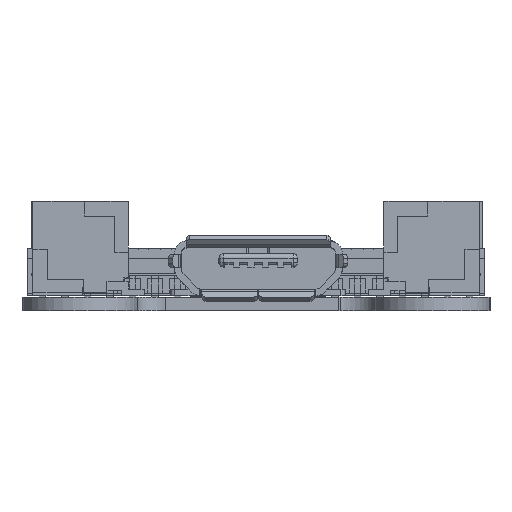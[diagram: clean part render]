
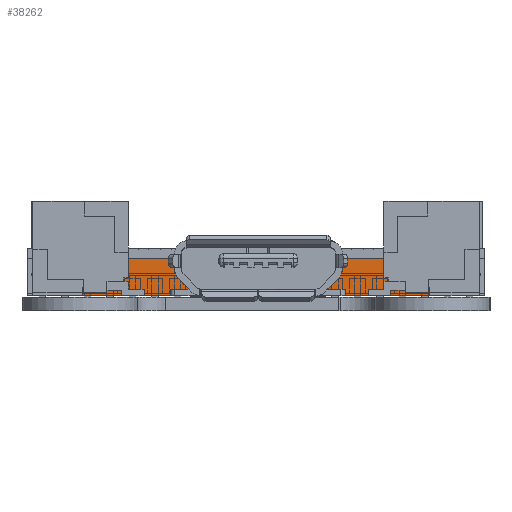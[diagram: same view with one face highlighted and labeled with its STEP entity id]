
A CAD part, left-side view. The second image highlights one B-rep face of the part: STEP entity #38262.
In plain terms, the highlighted free-form (B-spline) face has degree [1, 1] with [2, 2] control points.
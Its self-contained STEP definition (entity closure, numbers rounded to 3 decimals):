
#18845 = B_SPLINE_SURFACE_WITH_KNOTS('',1,1,(
    (#18846,#18847)
    ,(#18848,#18849
    )),.UNSPECIFIED.,.F.,.F.,.F.,(2,2),(2,2),(-2.54,0.),(-2.121,0.),
  .PIECEWISE_BEZIER_KNOTS.);
#18846 = CARTESIAN_POINT('',(-9.159,0.,1.27));
#18847 = CARTESIAN_POINT('',(-9.159,2.121,1.27));
#18848 = CARTESIAN_POINT('',(-9.159,0.,-1.27));
#18849 = CARTESIAN_POINT('',(-9.159,2.121,-1.27));
#18895 = B_SPLINE_SURFACE_WITH_KNOTS('',1,1,(
    (#18896,#18897)
    ,(#18898,#18899
    )),.UNSPECIFIED.,.F.,.F.,.F.,(2,2),(2,2),(-2.54,0.),(-2.121,0.),
  .PIECEWISE_BEZIER_KNOTS.);
#18896 = CARTESIAN_POINT('',(9.159,0.,-1.27));
#18897 = CARTESIAN_POINT('',(9.159,2.121,-1.27));
#18898 = CARTESIAN_POINT('',(9.159,0.,1.27));
#18899 = CARTESIAN_POINT('',(9.159,2.121,1.27));
#20781 = VERTEX_POINT('',#20782);
#20782 = CARTESIAN_POINT('',(-9.159,0.,-1.27));
#20794 = B_SPLINE_SURFACE_WITH_KNOTS('',1,1,(
    (#20795,#20796)
    ,(#20797,#20798
    )),.UNSPECIFIED.,.F.,.F.,.F.,(2,2),(2,2),(-1.27,-1.085),(0.,
    18.317),.PIECEWISE_BEZIER_KNOTS.);
#20795 = CARTESIAN_POINT('',(-9.159,0.,-1.27));
#20796 = CARTESIAN_POINT('',(9.159,0.,-1.27));
#20797 = CARTESIAN_POINT('',(-9.159,0.,-1.085));
#20798 = CARTESIAN_POINT('',(9.159,0.,-1.085));
#20805 = EDGE_CURVE('',#20806,#20781,#20808,.T.);
#20806 = VERTEX_POINT('',#20807);
#20807 = CARTESIAN_POINT('',(-9.159,1.664,-1.27));
#20808 = SURFACE_CURVE('',#20809,(#20812,#20818),.PCURVE_S1.);
#20809 = B_SPLINE_CURVE_WITH_KNOTS('',1,(#20810,#20811),.UNSPECIFIED.,
  .F.,.F.,(2,2),(0.457,2.121),.PIECEWISE_BEZIER_KNOTS.);
#20810 = CARTESIAN_POINT('',(-9.159,1.664,-1.27));
#20811 = CARTESIAN_POINT('',(-9.159,0.,-1.27));
#20812 = PCURVE('',#18845,#20813);
#20813 = DEFINITIONAL_REPRESENTATION('',(#20814),#20817);
#20814 = B_SPLINE_CURVE_WITH_KNOTS('',1,(#20815,#20816),.UNSPECIFIED.,
  .F.,.F.,(2,2),(0.457,2.121),.PIECEWISE_BEZIER_KNOTS.);
#20815 = CARTESIAN_POINT('',(0.,-0.457));
#20816 = CARTESIAN_POINT('',(0.,-2.121));
#20817 = ( GEOMETRIC_REPRESENTATION_CONTEXT(2) 
PARAMETRIC_REPRESENTATION_CONTEXT() REPRESENTATION_CONTEXT('2D SPACE',''
  ) );
#20818 = PCURVE('',#20819,#20824);
#20819 = B_SPLINE_SURFACE_WITH_KNOTS('',1,1,(
    (#20820,#20821)
    ,(#20822,#20823
    )),.UNSPECIFIED.,.F.,.F.,.F.,(2,2),(2,2),(-18.317,0.),(-2.121,
    -0.457),.PIECEWISE_BEZIER_KNOTS.);
#20820 = CARTESIAN_POINT('',(-9.159,0.,-1.27));
#20821 = CARTESIAN_POINT('',(-9.159,1.664,-1.27));
#20822 = CARTESIAN_POINT('',(9.159,0.,-1.27));
#20823 = CARTESIAN_POINT('',(9.159,1.664,-1.27));
#20824 = DEFINITIONAL_REPRESENTATION('',(#20825),#20828);
#20825 = B_SPLINE_CURVE_WITH_KNOTS('',1,(#20826,#20827),.UNSPECIFIED.,
  .F.,.F.,(2,2),(0.457,2.121),.PIECEWISE_BEZIER_KNOTS.);
#20826 = CARTESIAN_POINT('',(-18.317,-0.457));
#20827 = CARTESIAN_POINT('',(-18.317,-2.121));
#20828 = ( GEOMETRIC_REPRESENTATION_CONTEXT(2) 
PARAMETRIC_REPRESENTATION_CONTEXT() REPRESENTATION_CONTEXT('2D SPACE',''
  ) );
#20844 = B_SPLINE_SURFACE_WITH_KNOTS('',1,1,(
    (#20845,#20846)
    ,(#20847,#20848
  )),.UNSPECIFIED.,.F.,.F.,.F.,(2,2),(2,2),(-0.203,0.),(-18.317,0.),
  .PIECEWISE_BEZIER_KNOTS.);
#20845 = CARTESIAN_POINT('',(-9.159,1.664,-1.27));
#20846 = CARTESIAN_POINT('',(9.159,1.664,-1.27));
#20847 = CARTESIAN_POINT('',(-9.159,1.664,-1.067));
#20848 = CARTESIAN_POINT('',(9.159,1.664,-1.067));
#38140 = VERTEX_POINT('',#38141);
#38141 = CARTESIAN_POINT('',(9.159,1.664,-1.27));
#38159 = EDGE_CURVE('',#38140,#38160,#38162,.T.);
#38160 = VERTEX_POINT('',#38161);
#38161 = CARTESIAN_POINT('',(9.159,0.,-1.27));
#38162 = SURFACE_CURVE('',#38163,(#38166,#38172),.PCURVE_S1.);
#38163 = B_SPLINE_CURVE_WITH_KNOTS('',1,(#38164,#38165),.UNSPECIFIED.,
  .F.,.F.,(2,2),(0.457,2.121),.PIECEWISE_BEZIER_KNOTS.);
#38164 = CARTESIAN_POINT('',(9.159,1.664,-1.27));
#38165 = CARTESIAN_POINT('',(9.159,0.,-1.27));
#38166 = PCURVE('',#18895,#38167);
#38167 = DEFINITIONAL_REPRESENTATION('',(#38168),#38171);
#38168 = B_SPLINE_CURVE_WITH_KNOTS('',1,(#38169,#38170),.UNSPECIFIED.,
  .F.,.F.,(2,2),(0.457,2.121),.PIECEWISE_BEZIER_KNOTS.);
#38169 = CARTESIAN_POINT('',(-2.54,-0.457));
#38170 = CARTESIAN_POINT('',(-2.54,-2.121));
#38171 = ( GEOMETRIC_REPRESENTATION_CONTEXT(2) 
PARAMETRIC_REPRESENTATION_CONTEXT() REPRESENTATION_CONTEXT('2D SPACE',''
  ) );
#38172 = PCURVE('',#20819,#38173);
#38173 = DEFINITIONAL_REPRESENTATION('',(#38174),#38177);
#38174 = B_SPLINE_CURVE_WITH_KNOTS('',1,(#38175,#38176),.UNSPECIFIED.,
  .F.,.F.,(2,2),(0.457,2.121),.PIECEWISE_BEZIER_KNOTS.);
#38175 = CARTESIAN_POINT('',(0.,-0.457));
#38176 = CARTESIAN_POINT('',(0.,-2.121));
#38177 = ( GEOMETRIC_REPRESENTATION_CONTEXT(2) 
PARAMETRIC_REPRESENTATION_CONTEXT() REPRESENTATION_CONTEXT('2D SPACE',''
  ) );
#38262 = ADVANCED_FACE('',(#38263),#20819,.F.);
#38263 = FACE_BOUND('',#38264,.T.);
#38264 = EDGE_LOOP('',(#38265,#38283,#38284,#38302));
#38265 = ORIENTED_EDGE('',*,*,#38266,.F.);
#38266 = EDGE_CURVE('',#38140,#20806,#38267,.T.);
#38267 = SURFACE_CURVE('',#38268,(#38271,#38277),.PCURVE_S1.);
#38268 = B_SPLINE_CURVE_WITH_KNOTS('',1,(#38269,#38270),.UNSPECIFIED.,
  .F.,.F.,(2,2),(0.,18.317),.PIECEWISE_BEZIER_KNOTS.);
#38269 = CARTESIAN_POINT('',(9.159,1.664,-1.27));
#38270 = CARTESIAN_POINT('',(-9.159,1.664,-1.27));
#38271 = PCURVE('',#20819,#38272);
#38272 = DEFINITIONAL_REPRESENTATION('',(#38273),#38276);
#38273 = B_SPLINE_CURVE_WITH_KNOTS('',1,(#38274,#38275),.UNSPECIFIED.,
  .F.,.F.,(2,2),(0.,18.317),.PIECEWISE_BEZIER_KNOTS.);
#38274 = CARTESIAN_POINT('',(0.,-0.457));
#38275 = CARTESIAN_POINT('',(-18.317,-0.457));
#38276 = ( GEOMETRIC_REPRESENTATION_CONTEXT(2) 
PARAMETRIC_REPRESENTATION_CONTEXT() REPRESENTATION_CONTEXT('2D SPACE',''
  ) );
#38277 = PCURVE('',#20844,#38278);
#38278 = DEFINITIONAL_REPRESENTATION('',(#38279),#38282);
#38279 = B_SPLINE_CURVE_WITH_KNOTS('',1,(#38280,#38281),.UNSPECIFIED.,
  .F.,.F.,(2,2),(0.,18.317),.PIECEWISE_BEZIER_KNOTS.);
#38280 = CARTESIAN_POINT('',(-0.203,0.));
#38281 = CARTESIAN_POINT('',(-0.203,-18.317));
#38282 = ( GEOMETRIC_REPRESENTATION_CONTEXT(2) 
PARAMETRIC_REPRESENTATION_CONTEXT() REPRESENTATION_CONTEXT('2D SPACE',''
  ) );
#38283 = ORIENTED_EDGE('',*,*,#38159,.T.);
#38284 = ORIENTED_EDGE('',*,*,#38285,.T.);
#38285 = EDGE_CURVE('',#38160,#20781,#38286,.T.);
#38286 = SURFACE_CURVE('',#38287,(#38290,#38296),.PCURVE_S1.);
#38287 = B_SPLINE_CURVE_WITH_KNOTS('',1,(#38288,#38289),.UNSPECIFIED.,
  .F.,.F.,(2,2),(0.,18.317),.PIECEWISE_BEZIER_KNOTS.);
#38288 = CARTESIAN_POINT('',(9.159,0.,-1.27));
#38289 = CARTESIAN_POINT('',(-9.159,0.,-1.27));
#38290 = PCURVE('',#20819,#38291);
#38291 = DEFINITIONAL_REPRESENTATION('',(#38292),#38295);
#38292 = B_SPLINE_CURVE_WITH_KNOTS('',1,(#38293,#38294),.UNSPECIFIED.,
  .F.,.F.,(2,2),(0.,18.317),.PIECEWISE_BEZIER_KNOTS.);
#38293 = CARTESIAN_POINT('',(0.,-2.121));
#38294 = CARTESIAN_POINT('',(-18.317,-2.121));
#38295 = ( GEOMETRIC_REPRESENTATION_CONTEXT(2) 
PARAMETRIC_REPRESENTATION_CONTEXT() REPRESENTATION_CONTEXT('2D SPACE',''
  ) );
#38296 = PCURVE('',#20794,#38297);
#38297 = DEFINITIONAL_REPRESENTATION('',(#38298),#38301);
#38298 = B_SPLINE_CURVE_WITH_KNOTS('',1,(#38299,#38300),.UNSPECIFIED.,
  .F.,.F.,(2,2),(0.,18.317),.PIECEWISE_BEZIER_KNOTS.);
#38299 = CARTESIAN_POINT('',(-1.27,18.317));
#38300 = CARTESIAN_POINT('',(-1.27,0.));
#38301 = ( GEOMETRIC_REPRESENTATION_CONTEXT(2) 
PARAMETRIC_REPRESENTATION_CONTEXT() REPRESENTATION_CONTEXT('2D SPACE',''
  ) );
#38302 = ORIENTED_EDGE('',*,*,#20805,.F.);
